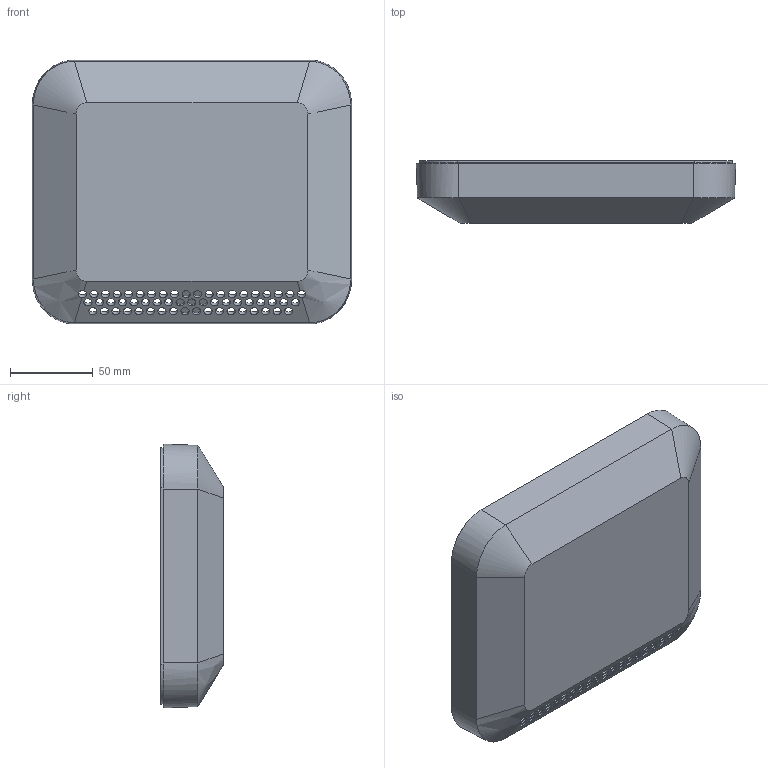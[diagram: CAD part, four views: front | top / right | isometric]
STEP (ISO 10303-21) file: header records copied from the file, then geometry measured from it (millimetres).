
FILE_DESCRIPTION(/* description */ (''),/* implementation_level */ '2;1');
FILE_NAME(/* name */ 'Housing Front',/* time_stamp */ '2020-06-15T02:05:47-07:00',/* author */ (''),/* organization */ (''),/* preprocessor_version */ 'ST-DEVELOPER v16.5',/* originating_system */ '',/* authorisation */ '');
FILE_SCHEMA (('CONFIG_CONTROL_DESIGN'));
Length unit declared in the file: millimetre
Products named in the file (1): Document
Bounding box: 192.82 x 37.59 x 159.23 mm (x, y, z)
Volume: 148018.4 mm3; surface area: 101772.1 mm2
Topology: 1 solids, 1 shells, 245 faces, 675 edges, 442 vertices
Faces by surface type: bspline 173, plane 72
Entity records: 14734 total; most frequent: CARTESIAN_POINT 10468, ORIENTED_EDGE 1350, EDGE_CURVE 675, B_SPLINE_CURVE_WITH_KNOTS 496, VERTEX_POINT 442, EDGE_LOOP 355, ADVANCED_FACE 245, FACE_OUTER_BOUND 245
